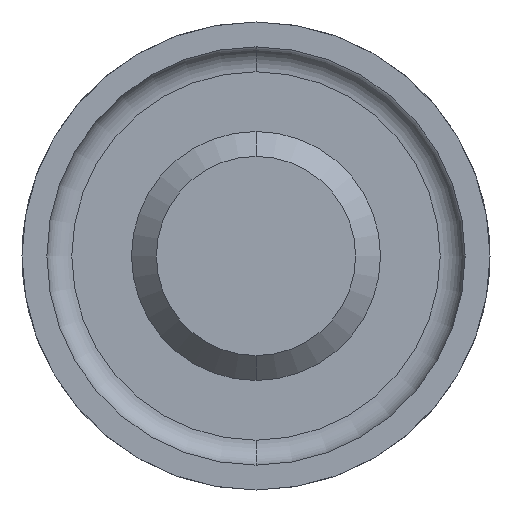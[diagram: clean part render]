
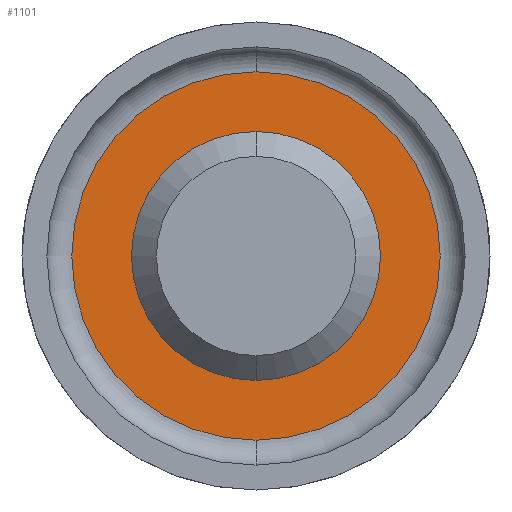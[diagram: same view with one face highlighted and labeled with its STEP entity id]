
A CAD part, front view. The second image highlights one B-rep face of the part: STEP entity #1101.
In plain terms, the highlighted planar face has unit normal (0, -1, 0).
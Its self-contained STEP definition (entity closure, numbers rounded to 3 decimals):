
#9 = CIRCLE ( 'NONE', #782, 2.5 ) ;
#22 = ORIENTED_EDGE ( 'NONE', *, *, #769, .T. ) ;
#48 = DIRECTION ( 'NONE',  ( 0., 0., -1. ) ) ;
#74 = EDGE_LOOP ( 'NONE', ( #1021, #22 ) ) ;
#75 = DIRECTION ( 'NONE',  ( 0., -1., 0. ) ) ;
#93 = FACE_BOUND ( 'NONE', #944, .T. ) ;
#166 = DIRECTION ( 'NONE',  ( 0., -1., 0. ) ) ;
#185 = EDGE_CURVE ( 'NONE', #495, #759, #710, .T. ) ;
#188 = AXIS2_PLACEMENT_3D ( 'NONE', #995, #652, #48 ) ;
#229 = CIRCLE ( 'NONE', #318, 3.7 ) ;
#247 = VERTEX_POINT ( 'NONE', #656 ) ;
#274 = CARTESIAN_POINT ( 'NONE',  ( 0., -1., 0. ) ) ;
#318 = AXIS2_PLACEMENT_3D ( 'NONE', #274, #612, #714 ) ;
#329 = CARTESIAN_POINT ( 'NONE',  ( 0., -1., 0. ) ) ;
#413 = FACE_OUTER_BOUND ( 'NONE', #74, .T. ) ;
#420 = DIRECTION ( 'NONE',  ( 0., 0., -1. ) ) ;
#427 = DIRECTION ( 'NONE',  ( 0., 0., -1. ) ) ;
#495 = VERTEX_POINT ( 'NONE', #965 ) ;
#543 = VERTEX_POINT ( 'NONE', #1052 ) ;
#612 = DIRECTION ( 'NONE',  ( 0., -1., 0. ) ) ;
#652 = DIRECTION ( 'NONE',  ( 0., -1., 0. ) ) ;
#656 = CARTESIAN_POINT ( 'NONE',  ( 0., -1., -2.5 ) ) ;
#681 = DIRECTION ( 'NONE',  ( 0., -1., 0. ) ) ;
#710 = CIRCLE ( 'NONE', #188, 3.7 ) ;
#714 = DIRECTION ( 'NONE',  ( 0., 0., -1. ) ) ;
#734 = AXIS2_PLACEMENT_3D ( 'NONE', #758, #75, #1031 ) ;
#758 = CARTESIAN_POINT ( 'NONE',  ( 0., -1., 0. ) ) ;
#759 = VERTEX_POINT ( 'NONE', #1034 ) ;
#769 = EDGE_CURVE ( 'NONE', #759, #495, #229, .T. ) ;
#782 = AXIS2_PLACEMENT_3D ( 'NONE', #943, #166, #427 ) ;
#847 = ORIENTED_EDGE ( 'NONE', *, *, #1070, .F. ) ;
#926 = CIRCLE ( 'NONE', #734, 2.5 ) ;
#943 = CARTESIAN_POINT ( 'NONE',  ( 0., -1., 0. ) ) ;
#944 = EDGE_LOOP ( 'NONE', ( #954, #847 ) ) ;
#954 = ORIENTED_EDGE ( 'NONE', *, *, #1088, .F. ) ;
#965 = CARTESIAN_POINT ( 'NONE',  ( 0., -1., -3.7 ) ) ;
#995 = CARTESIAN_POINT ( 'NONE',  ( 0., -1., 0. ) ) ;
#1021 = ORIENTED_EDGE ( 'NONE', *, *, #185, .T. ) ;
#1031 = DIRECTION ( 'NONE',  ( 0., 0., -1. ) ) ;
#1034 = CARTESIAN_POINT ( 'NONE',  ( 0., -1., 3.7 ) ) ;
#1052 = CARTESIAN_POINT ( 'NONE',  ( 0., -1., 2.5 ) ) ;
#1070 = EDGE_CURVE ( 'NONE', #247, #543, #9, .T. ) ;
#1088 = EDGE_CURVE ( 'NONE', #543, #247, #926, .T. ) ;
#1092 = PLANE ( 'NONE',  #1094 ) ;
#1094 = AXIS2_PLACEMENT_3D ( 'NONE', #329, #681, #420 ) ;
#1101 = ADVANCED_FACE ( 'NONE', ( #413, #93 ), #1092, .T. ) ;
